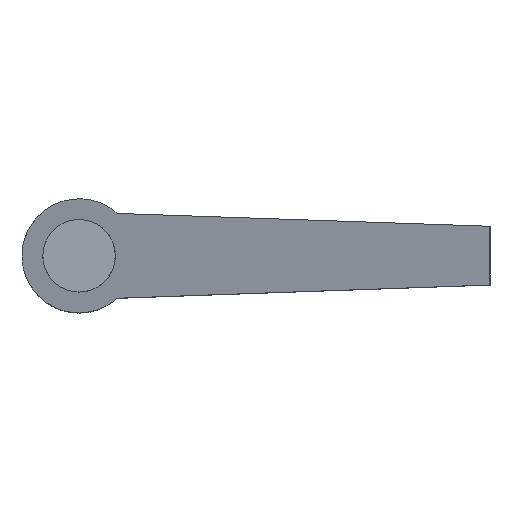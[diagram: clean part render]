
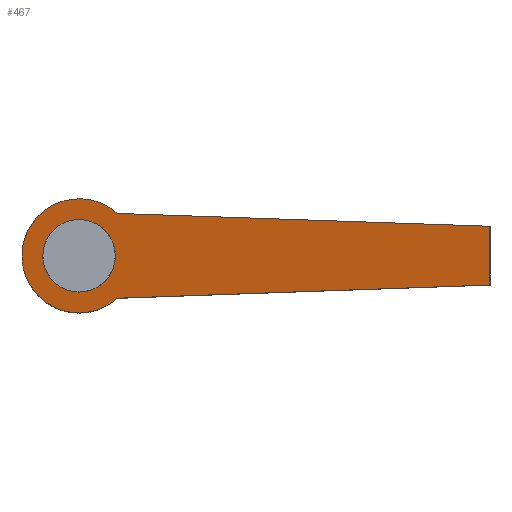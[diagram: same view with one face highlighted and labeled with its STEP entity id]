
A CAD part, top view. The second image highlights one B-rep face of the part: STEP entity #467.
In plain terms, the highlighted planar face has unit normal (-0.259, 0, 0.966).
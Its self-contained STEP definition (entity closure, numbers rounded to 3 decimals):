
#8 = DIRECTION ( 'NONE',  ( 0., 1., 0. ) ) ;
#23 = CARTESIAN_POINT ( 'NONE',  ( -0.693, 12.404, 27.933 ) ) ;
#25 = CARTESIAN_POINT ( 'NONE',  ( -5.55, 11.1, 26.632 ) ) ;
#35 = ORIENTED_EDGE ( 'NONE', *, *, #451, .F. ) ;
#38 = CARTESIAN_POINT ( 'NONE',  ( 5.858, -6.5, 29.689 ) ) ;
#40 = VERTEX_POINT ( 'NONE', #295 ) ;
#43 = CARTESIAN_POINT ( 'NONE',  ( -8.75, 0., 25.775 ) ) ;
#46 = VECTOR ( 'NONE', #8, 1000. ) ;
#84 = EDGE_CURVE ( 'NONE', #535, #211, #618, .T. ) ;
#107 = CARTESIAN_POINT ( 'NONE',  ( -5.55, 0., 26.632 ) ) ;
#121 = EDGE_CURVE ( 'NONE', #570, #40, #642, .T. ) ;
#132 = CARTESIAN_POINT ( 'NONE',  ( -9.75, -9.75, 25.507 ) ) ;
#135 = EDGE_LOOP ( 'NONE', ( #361, #323, #308, #35, #234 ) ) ;
#141 = ORIENTED_EDGE ( 'NONE', *, *, #309, .T. ) ;
#174 = CARTESIAN_POINT ( 'NONE',  ( -8.75, -8.818, 25.775 ) ) ;
#197 = DIRECTION ( 'NONE',  ( -0.965, 0.034, -0.259 ) ) ;
#208 =( BOUNDED_CURVE ( )  B_SPLINE_CURVE ( 3, ( #428, #399, #406, #107 ),
 .UNSPECIFIED., .F., .T. ) 
 B_SPLINE_CURVE_WITH_KNOTS ( ( 4, 4 ),
 ( 3.142, 6.283 ),
 .UNSPECIFIED. ) 
 CURVE ( )  GEOMETRIC_REPRESENTATION_ITEM ( )  RATIONAL_B_SPLINE_CURVE ( ( 1., 0.333, 0.333, 1. ) ) 
 REPRESENTATION_ITEM ( '' )  );
#211 = VERTEX_POINT ( 'NONE', #362 ) ;
#229 = DIRECTION ( 'NONE',  ( 0.966, 0., 0.259 ) ) ;
#234 = ORIENTED_EDGE ( 'NONE', *, *, #528, .F. ) ;
#239 = CARTESIAN_POINT ( 'NONE',  ( -0.693, -12.404, 27.933 ) ) ;
#248 = CARTESIAN_POINT ( 'NONE',  ( 63.001, -9.75, 45. ) ) ;
#249 = EDGE_LOOP ( 'NONE', ( #287, #141 ) ) ;
#257 = VERTEX_POINT ( 'NONE', #425 ) ;
#260 = VECTOR ( 'NONE', #197, 1000. ) ;
#262 = CARTESIAN_POINT ( 'NONE',  ( -5.55, 0., 26.632 ) ) ;
#263 = CARTESIAN_POINT ( 'NONE',  ( -8.75, 0., 25.775 ) ) ;
#276 =( BOUNDED_CURVE ( )  B_SPLINE_CURVE ( 3, ( #583, #239, #174, #580 ),
 .UNSPECIFIED., .F., .F. ) 
 B_SPLINE_CURVE_WITH_KNOTS ( ( 4, 4 ),
 ( 3.979, 6.283 ),
 .UNSPECIFIED. ) 
 CURVE ( )  GEOMETRIC_REPRESENTATION_ITEM ( )  RATIONAL_B_SPLINE_CURVE ( ( 1., 0.604, 0.604, 1. ) ) 
 REPRESENTATION_ITEM ( '' )  );
#287 = ORIENTED_EDGE ( 'NONE', *, *, #84, .T. ) ;
#292 = FACE_OUTER_BOUND ( 'NONE', #135, .T. ) ;
#295 = CARTESIAN_POINT ( 'NONE',  ( 63.001, -4.505, 45. ) ) ;
#299 = LINE ( 'NONE', #248, #46 ) ;
#308 = ORIENTED_EDGE ( 'NONE', *, *, #605, .T. ) ;
#309 = EDGE_CURVE ( 'NONE', #211, #535, #208, .T. ) ;
#310 = CARTESIAN_POINT ( 'NONE',  ( -8.75, 8.818, 25.775 ) ) ;
#323 = ORIENTED_EDGE ( 'NONE', *, *, #628, .T. ) ;
#345 = CARTESIAN_POINT ( 'NONE',  ( 5.858, -6.5, 29.689 ) ) ;
#356 = CARTESIAN_POINT ( 'NONE',  ( 5.55, 0., 29.606 ) ) ;
#361 = ORIENTED_EDGE ( 'NONE', *, *, #121, .T. ) ;
#362 = CARTESIAN_POINT ( 'NONE',  ( 5.55, 0., 29.606 ) ) ;
#370 = PLANE ( 'NONE',  #634 ) ;
#386 =( BOUNDED_CURVE ( )  B_SPLINE_CURVE ( 3, ( #263, #310, #23, #630 ),
 .UNSPECIFIED., .F., .F. ) 
 B_SPLINE_CURVE_WITH_KNOTS ( ( 4, 4 ),
 ( 0., 2.304 ),
 .UNSPECIFIED. ) 
 CURVE ( )  GEOMETRIC_REPRESENTATION_ITEM ( )  RATIONAL_B_SPLINE_CURVE ( ( 1., 0.604, 0.604, 1. ) ) 
 REPRESENTATION_ITEM ( '' )  );
#399 = CARTESIAN_POINT ( 'NONE',  ( 5.55, -11.1, 29.606 ) ) ;
#406 = CARTESIAN_POINT ( 'NONE',  ( -5.55, -11.1, 26.632 ) ) ;
#417 = CARTESIAN_POINT ( 'NONE',  ( 5.55, 11.1, 29.606 ) ) ;
#425 = CARTESIAN_POINT ( 'NONE',  ( 63.001, 4.505, 45. ) ) ;
#428 = CARTESIAN_POINT ( 'NONE',  ( 5.55, 0., 29.606 ) ) ;
#433 = VERTEX_POINT ( 'NONE', #529 ) ;
#439 = DIRECTION ( 'NONE',  ( 0.965, 0.034, 0.259 ) ) ;
#451 = EDGE_CURVE ( 'NONE', #527, #433, #386, .T. ) ;
#455 = CARTESIAN_POINT ( 'NONE',  ( 63.001, 4.505, 45. ) ) ;
#467 = ADVANCED_FACE ( 'NONE', ( #493, #292 ), #370, .T. ) ;
#482 = DIRECTION ( 'NONE',  ( -0.259, 0., 0.966 ) ) ;
#493 = FACE_BOUND ( 'NONE', #249, .T. ) ;
#527 = VERTEX_POINT ( 'NONE', #43 ) ;
#528 = EDGE_CURVE ( 'NONE', #570, #527, #276, .T. ) ;
#529 = CARTESIAN_POINT ( 'NONE',  ( 5.858, 6.5, 29.689 ) ) ;
#535 = VERTEX_POINT ( 'NONE', #594 ) ;
#570 = VERTEX_POINT ( 'NONE', #345 ) ;
#580 = CARTESIAN_POINT ( 'NONE',  ( -8.75, 0., 25.775 ) ) ;
#583 = CARTESIAN_POINT ( 'NONE',  ( 5.858, -6.5, 29.689 ) ) ;
#594 = CARTESIAN_POINT ( 'NONE',  ( -5.55, 0., 26.632 ) ) ;
#597 = VECTOR ( 'NONE', #439, 1000. ) ;
#605 = EDGE_CURVE ( 'NONE', #257, #433, #616, .T. ) ;
#616 = LINE ( 'NONE', #455, #260 ) ;
#618 =( BOUNDED_CURVE ( )  B_SPLINE_CURVE ( 3, ( #262, #25, #417, #356 ),
 .UNSPECIFIED., .F., .T. ) 
 B_SPLINE_CURVE_WITH_KNOTS ( ( 4, 4 ),
 ( 0., 3.142 ),
 .UNSPECIFIED. ) 
 CURVE ( )  GEOMETRIC_REPRESENTATION_ITEM ( )  RATIONAL_B_SPLINE_CURVE ( ( 1., 0.333, 0.333, 1. ) ) 
 REPRESENTATION_ITEM ( '' )  );
#628 = EDGE_CURVE ( 'NONE', #40, #257, #299, .T. ) ;
#630 = CARTESIAN_POINT ( 'NONE',  ( 5.858, 6.5, 29.689 ) ) ;
#634 = AXIS2_PLACEMENT_3D ( 'NONE', #132, #482, #229 ) ;
#642 = LINE ( 'NONE', #38, #597 ) ;
